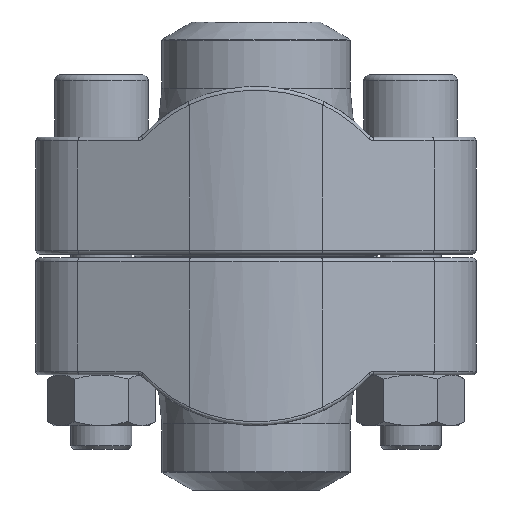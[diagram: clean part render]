
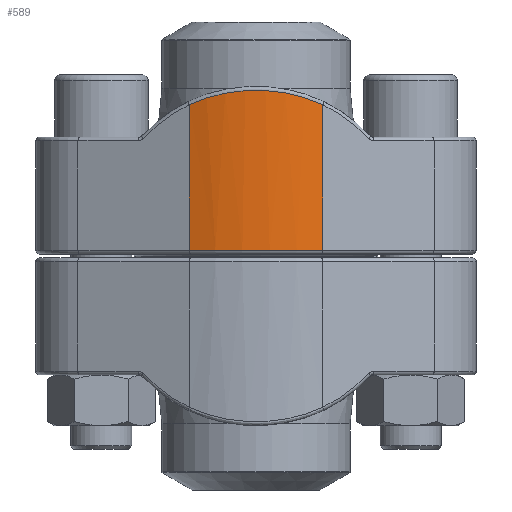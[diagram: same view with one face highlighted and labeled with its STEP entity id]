
A CAD part, front view. The second image highlights one B-rep face of the part: STEP entity #589.
In plain terms, the highlighted cylindrical face has radius 48 mm (diameter 96 mm), a partial arc.
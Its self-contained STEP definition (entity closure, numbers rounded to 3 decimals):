
#340=CYLINDRICAL_SURFACE('',#3466,48.);
#444=FACE_OUTER_BOUND('',#1325,.T.);
#589=ADVANCED_FACE('',(#444),#340,.T.);
#864=B_SPLINE_CURVE_WITH_KNOTS('',3,(#5146,#5147,#5148,#5149,#5150,#5151,
#5152,#5153,#5154,#5155),.UNSPECIFIED.,.F.,.F.,(4,2,2,2,4),(0.,0.25,0.5,
0.75,1.),.UNSPECIFIED.);
#951=LINE('',#5013,#1045);
#956=LINE('',#5037,#1050);
#1045=VECTOR('',#3945,1.);
#1050=VECTOR('',#3954,1.);
#1325=EDGE_LOOP('',(#1703,#1704,#1705,#1706));
#1703=ORIENTED_EDGE('',*,*,#2789,.T.);
#1704=ORIENTED_EDGE('',*,*,#2821,.T.);
#1705=ORIENTED_EDGE('',*,*,#2782,.F.);
#1706=ORIENTED_EDGE('',*,*,#2822,.T.);
#2499=VERTEX_POINT('',#5014);
#2500=VERTEX_POINT('',#5015);
#2505=VERTEX_POINT('',#5036);
#2506=VERTEX_POINT('',#5038);
#2782=EDGE_CURVE('',#2499,#2500,#951,.T.);
#2789=EDGE_CURVE('',#2506,#2505,#956,.T.);
#2821=EDGE_CURVE('',#2505,#2500,#3205,.T.);
#2822=EDGE_CURVE('',#2499,#2506,#864,.T.);
#3205=CIRCLE('',#3465,48.);
#3465=AXIS2_PLACEMENT_3D('',#5145,#4009,#4010);
#3466=AXIS2_PLACEMENT_3D('',#5156,#4011,#4012);
#3945=DIRECTION('',(0.,0.,-1.));
#3954=DIRECTION('',(0.,0.,-1.));
#4009=DIRECTION('',(0.,0.,1.));
#4010=DIRECTION('',(-1.,0.,0.));
#4011=DIRECTION('',(0.,0.,-1.));
#4012=DIRECTION('',(-1.,0.,0.));
#5013=CARTESIAN_POINT('',(-17.132,44.838,57.));
#5014=CARTESIAN_POINT('',(-17.132,44.838,38.286));
#5015=CARTESIAN_POINT('',(-17.132,44.838,1.));
#5036=CARTESIAN_POINT('',(17.132,44.838,1.));
#5037=CARTESIAN_POINT('',(17.132,44.838,57.));
#5038=CARTESIAN_POINT('',(17.132,44.838,38.286));
#5145=CARTESIAN_POINT('',(0.,0.,1.));
#5146=CARTESIAN_POINT('',(-17.132,44.838,38.286));
#5147=CARTESIAN_POINT('',(-14.54,45.829,39.502));
#5148=CARTESIAN_POINT('',(-11.755,46.63,40.431));
#5149=CARTESIAN_POINT('',(-6.003,47.713,41.67));
#5150=CARTESIAN_POINT('',(-2.968,48.001,41.99));
#5151=CARTESIAN_POINT('',(3.013,47.999,41.986));
#5152=CARTESIAN_POINT('',(6.024,47.711,41.668));
#5153=CARTESIAN_POINT('',(11.804,46.619,40.417));
#5154=CARTESIAN_POINT('',(14.541,45.829,39.502));
#5155=CARTESIAN_POINT('',(17.132,44.838,38.286));
#5156=CARTESIAN_POINT('',(0.,0.,57.));
